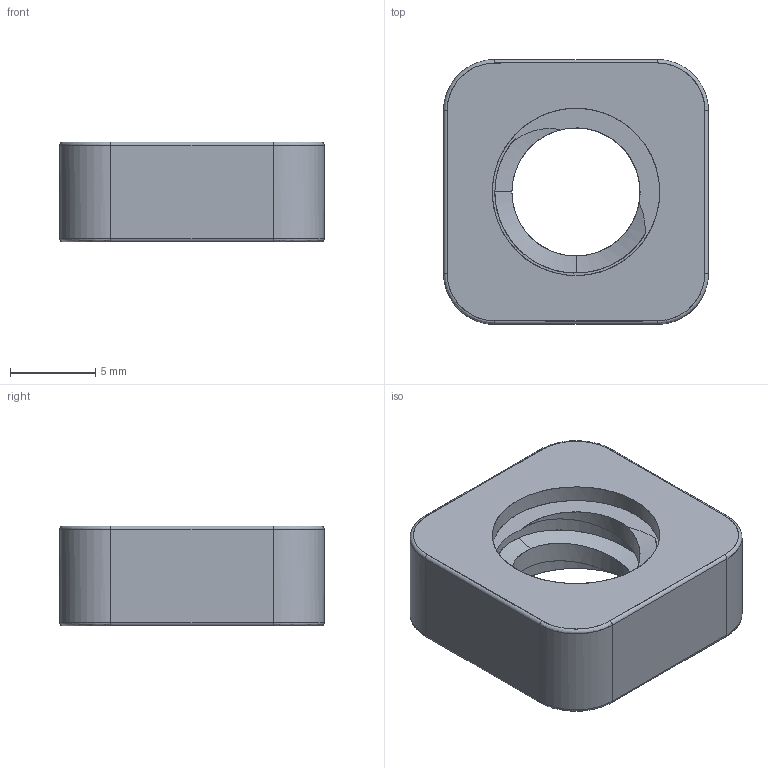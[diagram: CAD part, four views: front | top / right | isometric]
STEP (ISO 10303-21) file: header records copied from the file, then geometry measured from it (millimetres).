
FILE_DESCRIPTION((''),'2;1');
FILE_NAME('MO.stp','2021-05-17T11:09:15',(''),(''),'AutoCAD STEP 2000i','AutoCAD 2000i',', , ');
FILE_SCHEMA(('CONFIG_CONTROL_DESIGN'));
Length unit declared in the file: millimetre
Products named in the file (1): MO
Bounding box: 15.5 x 15.5 x 5.85 mm (x, y, z)
Surface area: 882.6 mm2 (no closed solid volume)
Topology: 0 solids, 0 shells, 45 faces, 175 edges, 171 vertices
Faces by surface type: bspline 45
Entity records: 3907 total; most frequent: CARTESIAN_POINT 3027, QUASI_UNIFORM_CURVE 243, PCURVE 175, COMPOSITE_CURVE_SEGMENT 175, B_SPLINE_CURVE_WITH_KNOTS 68, OUTER_BOUNDARY_CURVE 45, CURVE_BOUNDED_SURFACE 45, QUASI_UNIFORM_SURFACE 16
